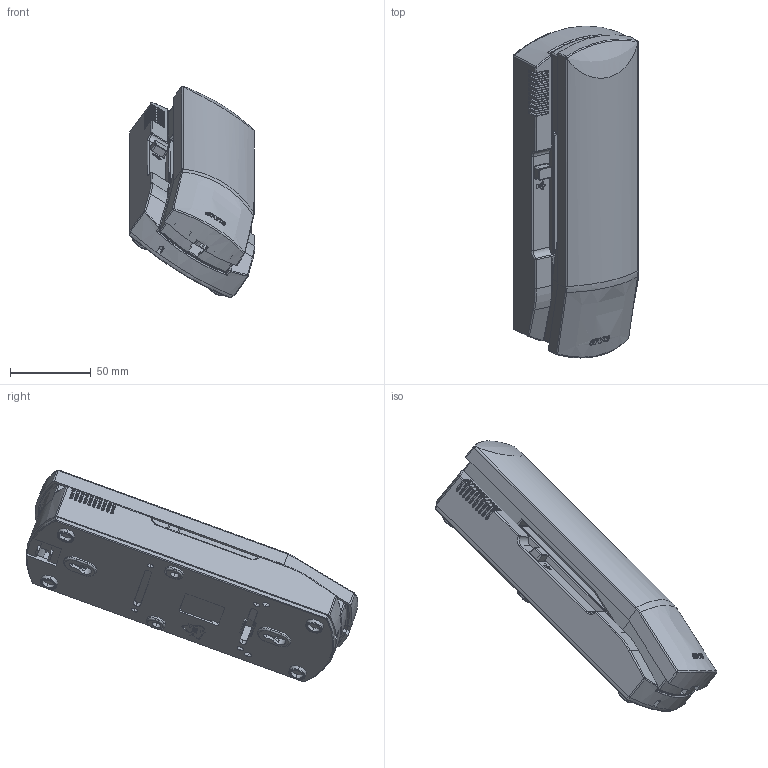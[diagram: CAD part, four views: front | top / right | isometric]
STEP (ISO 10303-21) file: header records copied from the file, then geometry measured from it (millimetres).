
FILE_DESCRIPTION(('CATIA V5 STEP Exchange'),'2;1');
FILE_NAME('VI2F-PICAB.stp','2024-03-21T07:26:20+00:00',('none'),('none'),'CATIA Version 5-6 Release 2016 SP6','CATIA V5 STEP AP203','none');
FILE_SCHEMA(('CONFIG_CONTROL_DESIGN'));
Products named in the file (1): VI2F-PICAB
Assembly tree (2 placements, depth 2):
  VI2F-PICAB
    #57
    #101
Bounding box: 78.11 x 205.84 x 131.47 mm (x, y, z)
Volume: 174029.4 mm3; surface area: 183006.3 mm2
Topology: 8 solids, 8 shells, 2901 faces, 7849 edges, 5004 vertices
Faces by surface type: plane 1494, cylinder 750, cone 275, torus 219, bspline 103, extrusion 34, sphere 26
Entity records: 114256 total; most frequent: CARTESIAN_POINT 44888, ORIENTED_EDGE 15642, DIRECTION 11898, EDGE_CURVE 7821, VERTEX_POINT 5000, VECTOR 4780, LINE 4746, AXIS2_PLACEMENT_3D 4358
